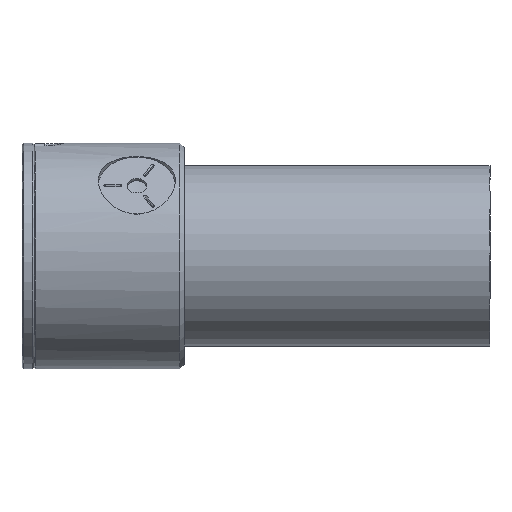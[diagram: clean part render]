
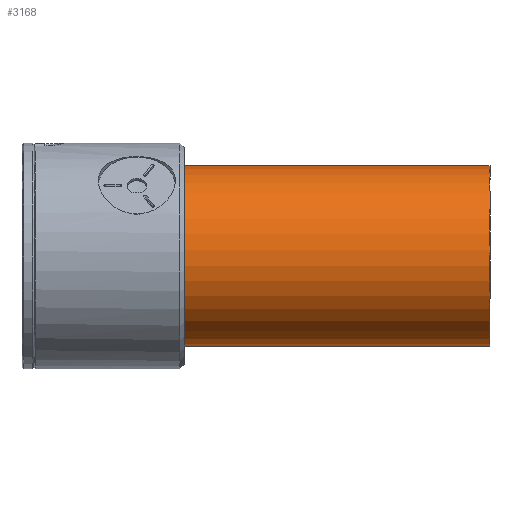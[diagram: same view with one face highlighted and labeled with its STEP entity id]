
A CAD part, left-side view. The second image highlights one B-rep face of the part: STEP entity #3168.
In plain terms, the highlighted cylindrical face has radius 15.25 mm (diameter 30.5 mm), a full revolution.
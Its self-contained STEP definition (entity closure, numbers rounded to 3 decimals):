
#66 = CARTESIAN_POINT ( 'NONE',  ( 0., 0., -54.6 ) ) ;
#425 = CIRCLE ( 'NONE', #2608, 15.25 ) ;
#564 = ORIENTED_EDGE ( 'NONE', *, *, #3150, .T. ) ;
#893 = ORIENTED_EDGE ( 'NONE', *, *, #4357, .T. ) ;
#1226 = CARTESIAN_POINT ( 'NONE',  ( 15.25, 0., -54.6 ) ) ;
#1368 = AXIS2_PLACEMENT_3D ( 'NONE', #3358, #2202, #4231 ) ;
#1419 = CARTESIAN_POINT ( 'NONE',  ( 15.25, 0., -3. ) ) ;
#1671 = VERTEX_POINT ( 'NONE', #1226 ) ;
#1683 = CYLINDRICAL_SURFACE ( 'NONE', #1368, 15.25 ) ;
#1809 = DIRECTION ( 'NONE',  ( 0., 0., -1. ) ) ;
#2053 = EDGE_LOOP ( 'NONE', ( #564 ) ) ;
#2161 = CIRCLE ( 'NONE', #4849, 15.25 ) ;
#2202 = DIRECTION ( 'NONE',  ( 0., 0., 1. ) ) ;
#2333 = CARTESIAN_POINT ( 'NONE',  ( 0., 0., -3. ) ) ;
#2514 = FACE_OUTER_BOUND ( 'NONE', #2053, .T. ) ;
#2569 = DIRECTION ( 'NONE',  ( 1., 0., 0. ) ) ;
#2605 = EDGE_LOOP ( 'NONE', ( #893 ) ) ;
#2608 = AXIS2_PLACEMENT_3D ( 'NONE', #2333, #1809, #3900 ) ;
#2886 = DIRECTION ( 'NONE',  ( 0., 0., 1. ) ) ;
#3150 = EDGE_CURVE ( 'NONE', #1671, #1671, #2161, .T. ) ;
#3168 = ADVANCED_FACE ( 'NONE', ( #2514, #3746 ), #1683, .T. ) ;
#3358 = CARTESIAN_POINT ( 'NONE',  ( 0., 0., -54.6 ) ) ;
#3746 = FACE_OUTER_BOUND ( 'NONE', #2605, .T. ) ;
#3900 = DIRECTION ( 'NONE',  ( 1., 0., 0. ) ) ;
#4231 = DIRECTION ( 'NONE',  ( 1., 0., 0. ) ) ;
#4357 = EDGE_CURVE ( 'NONE', #4792, #4792, #425, .T. ) ;
#4792 = VERTEX_POINT ( 'NONE', #1419 ) ;
#4849 = AXIS2_PLACEMENT_3D ( 'NONE', #66, #2886, #2569 ) ;
